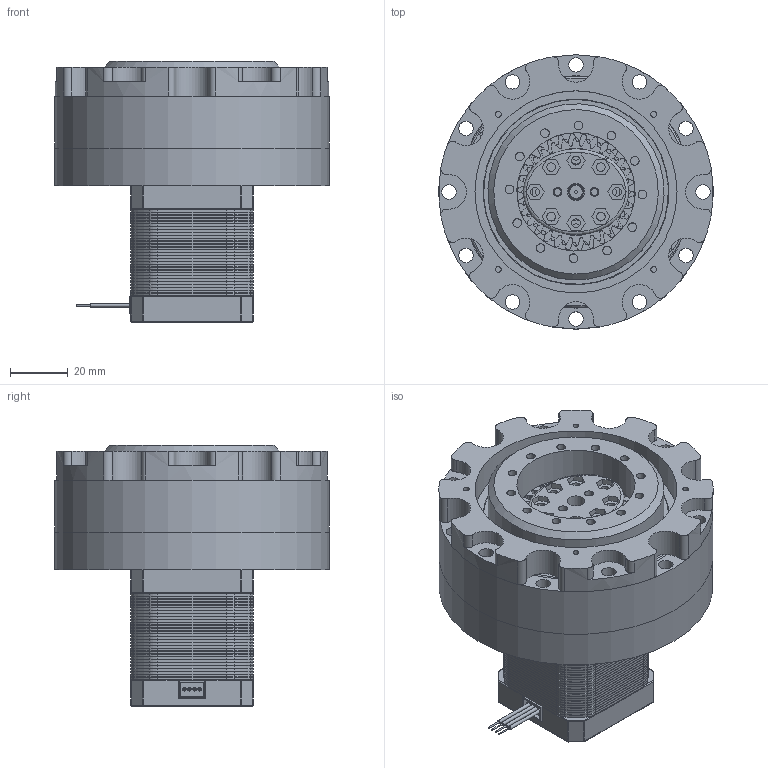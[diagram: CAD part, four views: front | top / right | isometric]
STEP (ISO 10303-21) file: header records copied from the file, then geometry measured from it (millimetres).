
FILE_DESCRIPTION(/* description */ (''),/* implementation_level */ '2;1');
FILE_NAME(/* name */ 'Harmonic1-15Ver1.stp',/* time_stamp */ '2019-05-25T19:23:42+02:00',/* author */ ('toshi'),/* organization */ (''),/* preprocessor_version */ 'ST-DEVELOPER v17',/* originating_system */ 'Autodesk Inventor 2019',/* authorisation */ '');
FILE_SCHEMA (('AUTOMOTIVE_DESIGN { 1 0 10303 214 3 1 1 }'));
Length unit declared in the file: millimetre
Products named in the file (11): Harmonic1-15Ver1; Spur Gear1; Circular; RB5013 UU; LowerMount; Nema 17  Stepper Motor length 48mm; UpperMount; UpperCircular; UpperCover; EllipseDrive; pololu-universal-aluminum-mounting-hub-for-5mm-shaft-m3-holes
Assembly tree (10 placements, depth 2):
  Harmonic1-15Ver1
    Spur Gear1
    Circular
    RB5013 UU
    LowerMount
    Nema 17  Stepper Motor length 48mm
    UpperMount
    UpperCircular
    UpperCover
    EllipseDrive
    pololu-universal-aluminum-mounting-hub-for-5mm-shaft-m3-holes
Bounding box: 95 x 95 x 90.4 mm (x, y, z)
Volume: 298995.8 mm3; surface area: 211944.5 mm2
Topology: 50 solids, 50 shells, 2576 faces, 6331 edges, 3908 vertices
Faces by surface type: cylinder 908, plane 769, cone 765, bspline 119, sphere 8, torus 7
Full cylindrical faces by diameter (mm): 0.5 x8, 1 x2, 1.2 x4, 1.7 x8, 2 x4, 2.5 x9, 3 x38, 3.2 x8, 5 x33, 6 x1, 7 x4, 9.5 x2, 19 x1, 20 x2, 22 x1, 30.175 x1, 31.675 x1, 41 x1, 50 x1, 50.6 x1, 61 x2, 64 x2, 64.301 x2, 70 x3, 80 x2, 80.5 x1, 95 x2
Entity records: 82501 total; most frequent: CARTESIAN_POINT 20011, DIRECTION 13491, ORIENTED_EDGE 12654, EDGE_CURVE 6327, AXIS2_PLACEMENT_3D 5119, VERTEX_POINT 3908, LINE 3253, VECTOR 3253
